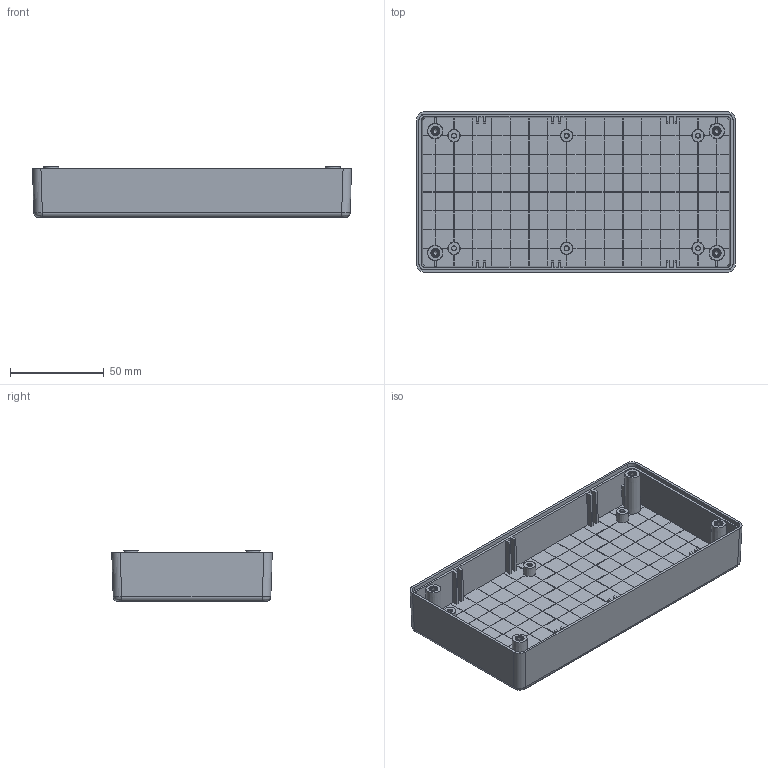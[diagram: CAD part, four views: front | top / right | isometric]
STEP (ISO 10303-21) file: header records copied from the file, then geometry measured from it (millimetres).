
FILE_DESCRIPTION(/* description */ (''),/* implementation_level */ '2;1');
FILE_NAME(/* name */ '1599E.stp',/* time_stamp */ '2023-03-24T07:15:18-04:00',/* author */ ('mbeerman'),/* organization */ (''),/* preprocessor_version */ 'ST-DEVELOPER v19.2',/* originating_system */ 'Autodesk Inventor 2023',/* authorisation */ '');
FILE_SCHEMA (('AUTOMOTIVE_DESIGN { 1 0 10303 214 3 1 1 }'));
Products named in the file (3): 1599E; 1599EBAT Box; Insert
Assembly tree (5 placements, depth 2):
  1599E
    1599EBAT Box
    Insert  x4
Bounding box: 170 x 85.5 x 27 mm (x, y, z)
Volume: 69895.3 mm3; surface area: 58982.1 mm2
Topology: 5 solids, 5 shells, 1133 faces, 3056 edges, 1966 vertices
Faces by surface type: cylinder 459, bspline 324, plane 310, cone 38, torus 2
Full cylindrical faces by diameter (mm): 2.286 x4, 2.464 x4, 2.5 x2, 2.75 x6, 3.81 x12, 3.912 x4, 4 x4
Entity records: 24552 total; most frequent: CARTESIAN_POINT 7023, ORIENTED_EDGE 3776, DIRECTION 3532, EDGE_CURVE 1888, AXIS2_PLACEMENT_3D 1329, VERTEX_POINT 1192, LINE 874, VECTOR 874
